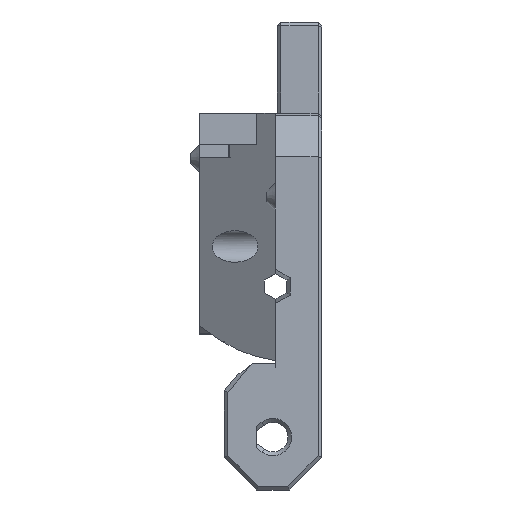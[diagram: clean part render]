
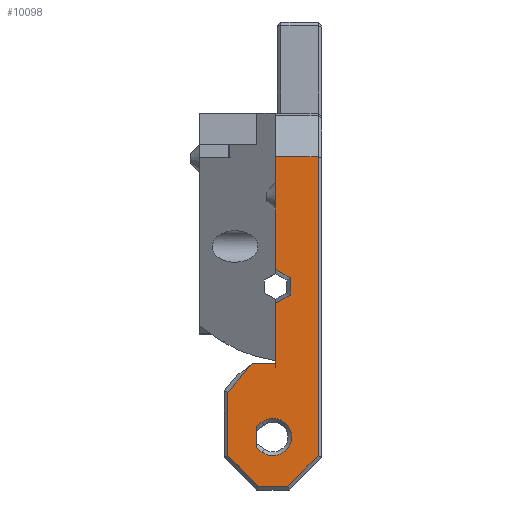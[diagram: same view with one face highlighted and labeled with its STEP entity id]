
A CAD part, left-side view. The second image highlights one B-rep face of the part: STEP entity #10098.
In plain terms, the highlighted planar face has unit normal (-1, 0, 0).
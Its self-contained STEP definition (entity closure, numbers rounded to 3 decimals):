
#1 = DIRECTION ( 'NONE',  ( 0., 0., 1. ) ) ;
#349 = CARTESIAN_POINT ( 'NONE',  ( 210.05, -143.646, 6.558 ) ) ;
#395 = ORIENTED_EDGE ( 'NONE', *, *, #7802, .F. ) ;
#455 = LINE ( 'NONE', #3395, #8532 ) ;
#482 = ORIENTED_EDGE ( 'NONE', *, *, #9442, .T. ) ;
#574 = ORIENTED_EDGE ( 'NONE', *, *, #8270, .T. ) ;
#596 = LINE ( 'NONE', #3653, #8337 ) ;
#722 = VECTOR ( 'NONE', #3784, 1000. ) ;
#848 = ORIENTED_EDGE ( 'NONE', *, *, #1242, .F. ) ;
#885 = CARTESIAN_POINT ( 'NONE',  ( 210.05, -149.675, 2.927 ) ) ;
#910 = DIRECTION ( 'NONE',  ( 0., 0., 1. ) ) ;
#1056 = VERTEX_POINT ( 'NONE', #8555 ) ;
#1242 = EDGE_CURVE ( 'NONE', #6815, #1056, #7077, .T. ) ;
#1315 = VECTOR ( 'NONE', #6517, 1000. ) ;
#1332 = DIRECTION ( 'NONE',  ( 0., 1., 0. ) ) ;
#1384 = CARTESIAN_POINT ( 'NONE',  ( 210.05, -143.646, 3.319 ) ) ;
#1524 = EDGE_CURVE ( 'NONE', #2107, #3793, #6927, .T. ) ;
#1671 = ORIENTED_EDGE ( 'NONE', *, *, #9918, .T. ) ;
#1679 = LINE ( 'NONE', #9743, #10055 ) ;
#1752 = VECTOR ( 'NONE', #4694, 1000. ) ;
#1790 = VECTOR ( 'NONE', #1, 1000. ) ;
#1913 = VERTEX_POINT ( 'NONE', #2775 ) ;
#2029 = LINE ( 'NONE', #6214, #12672 ) ;
#2107 = VERTEX_POINT ( 'NONE', #4488 ) ;
#2369 = DIRECTION ( 'NONE',  ( -1., 0., 0. ) ) ;
#2454 = CARTESIAN_POINT ( 'NONE',  ( 210.05, -138.675, 12.845 ) ) ;
#2467 = CARTESIAN_POINT ( 'NONE',  ( 210.05, -139.964, 9.77 ) ) ;
#2654 = ORIENTED_EDGE ( 'NONE', *, *, #4886, .T. ) ;
#2775 = CARTESIAN_POINT ( 'NONE',  ( 210.05, -146.675, 20.226 ) ) ;
#3202 = LINE ( 'NONE', #6332, #1315 ) ;
#3283 = VERTEX_POINT ( 'NONE', #349 ) ;
#3310 = CARTESIAN_POINT ( 'NONE',  ( 210.05, -126.075, 21.15 ) ) ;
#3367 = FACE_BOUND ( 'NONE', #7020, .T. ) ;
#3395 = CARTESIAN_POINT ( 'NONE',  ( 210.05, -138.075, 35.1 ) ) ;
#3468 = ORIENTED_EDGE ( 'NONE', *, *, #12170, .T. ) ;
#3531 = CARTESIAN_POINT ( 'NONE',  ( 210.05, -145.075, 35.1 ) ) ;
#3648 = ORIENTED_EDGE ( 'NONE', *, *, #12663, .T. ) ;
#3653 = CARTESIAN_POINT ( 'NONE',  ( 210.05, -149.675, 21.15 ) ) ;
#3663 = VERTEX_POINT ( 'NONE', #8711 ) ;
#3731 = DIRECTION ( 'NONE',  ( 0., 0., 1. ) ) ;
#3783 = EDGE_CURVE ( 'NONE', #1913, #12001, #4043, .T. ) ;
#3784 = DIRECTION ( 'NONE',  ( 0., 0., 1. ) ) ;
#3793 = VERTEX_POINT ( 'NONE', #7039 ) ;
#3870 = AXIS2_PLACEMENT_3D ( 'NONE', #3310, #2369, #7378 ) ;
#3969 = VECTOR ( 'NONE', #7586, 1000. ) ;
#4022 = LINE ( 'NONE', #6017, #9907 ) ;
#4043 = LINE ( 'NONE', #7902, #5813 ) ;
#4488 = CARTESIAN_POINT ( 'NONE',  ( 210.05, -143.019, 3.773 ) ) ;
#4691 = EDGE_CURVE ( 'NONE', #4859, #10957, #9643, .T. ) ;
#4694 = DIRECTION ( 'NONE',  ( 0., 0., 1. ) ) ;
#4807 = ORIENTED_EDGE ( 'NONE', *, *, #10966, .T. ) ;
#4844 = CARTESIAN_POINT ( 'NONE',  ( 210.05, -123.649, 17.8 ) ) ;
#4859 = VERTEX_POINT ( 'NONE', #4910 ) ;
#4886 = EDGE_CURVE ( 'NONE', #3793, #3283, #7184, .T. ) ;
#4910 = CARTESIAN_POINT ( 'NONE',  ( 210.05, -145.075, 22.998 ) ) ;
#4981 = CARTESIAN_POINT ( 'NONE',  ( 210.05, -139.051, 3.231 ) ) ;
#5051 = DIRECTION ( 'NONE',  ( 0., -0.81, 0.587 ) ) ;
#5371 = VECTOR ( 'NONE', #6167, 1000. ) ;
#5406 = VERTEX_POINT ( 'NONE', #8416 ) ;
#5813 = VECTOR ( 'NONE', #910, 1000. ) ;
#5834 = VECTOR ( 'NONE', #5051, 1000. ) ;
#5938 = CARTESIAN_POINT ( 'NONE',  ( 210.05, -145.075, 18.95 ) ) ;
#5948 = DIRECTION ( 'NONE',  ( 0., 0.866, 0.5 ) ) ;
#5987 = CARTESIAN_POINT ( 'NONE',  ( 210.05, -143.019, 0. ) ) ;
#6017 = CARTESIAN_POINT ( 'NONE',  ( 210.05, -138.45, 15.478 ) ) ;
#6167 = DIRECTION ( 'NONE',  ( 0., 0.81, 0.587 ) ) ;
#6214 = CARTESIAN_POINT ( 'NONE',  ( 210.05, -139.05, 26.476 ) ) ;
#6288 = VECTOR ( 'NONE', #11012, 1000. ) ;
#6332 = CARTESIAN_POINT ( 'NONE',  ( 210.05, -126.075, -0.351 ) ) ;
#6363 = PLANE ( 'NONE',  #3870 ) ;
#6379 = DIRECTION ( 'NONE',  ( 0., 0., -1. ) ) ;
#6517 = DIRECTION ( 'NONE',  ( 0., -1., 0. ) ) ;
#6629 = CIRCLE ( 'NONE', #11749, 2. ) ;
#6755 = ORIENTED_EDGE ( 'NONE', *, *, #9719, .T. ) ;
#6797 = DIRECTION ( 'NONE',  ( 0., -0.707, -0.707 ) ) ;
#6798 = CARTESIAN_POINT ( 'NONE',  ( 210.05, -145.075, 12.845 ) ) ;
#6815 = VERTEX_POINT ( 'NONE', #6798 ) ;
#6916 = DIRECTION ( 'NONE',  ( 0., -1., 0. ) ) ;
#6927 = LINE ( 'NONE', #5987, #1790 ) ;
#7020 = EDGE_LOOP ( 'NONE', ( #1671, #8581, #2654, #3468 ) ) ;
#7030 = ORIENTED_EDGE ( 'NONE', *, *, #4691, .F. ) ;
#7039 = CARTESIAN_POINT ( 'NONE',  ( 210.05, -143.019, 6.104 ) ) ;
#7077 = LINE ( 'NONE', #5938, #1752 ) ;
#7184 = LINE ( 'NONE', #4981, #5834 ) ;
#7293 = VERTEX_POINT ( 'NONE', #1384 ) ;
#7378 = DIRECTION ( 'NONE',  ( 0., 0., 1. ) ) ;
#7419 = ORIENTED_EDGE ( 'NONE', *, *, #11811, .T. ) ;
#7511 = ORIENTED_EDGE ( 'NONE', *, *, #7871, .F. ) ;
#7586 = DIRECTION ( 'NONE',  ( 0., 1., 0. ) ) ;
#7712 = CARTESIAN_POINT ( 'NONE',  ( 210.05, -145.075, 21.15 ) ) ;
#7802 = EDGE_CURVE ( 'NONE', #12001, #4859, #2029, .T. ) ;
#7854 = CARTESIAN_POINT ( 'NONE',  ( 210.05, -146.397, -0.351 ) ) ;
#7871 = EDGE_CURVE ( 'NONE', #1056, #1913, #4022, .T. ) ;
#7896 = VERTEX_POINT ( 'NONE', #885 ) ;
#7902 = CARTESIAN_POINT ( 'NONE',  ( 210.05, -146.675, 20.804 ) ) ;
#7909 = DIRECTION ( 'NONE',  ( 1., 0., 0. ) ) ;
#8270 = EDGE_CURVE ( 'NONE', #6815, #11053, #11779, .T. ) ;
#8337 = VECTOR ( 'NONE', #3731, 1000. ) ;
#8343 = EDGE_CURVE ( 'NONE', #9534, #7896, #12516, .T. ) ;
#8380 = ORIENTED_EDGE ( 'NONE', *, *, #8343, .T. ) ;
#8416 = CARTESIAN_POINT ( 'NONE',  ( 210.05, -143.242, -0.351 ) ) ;
#8431 = VECTOR ( 'NONE', #9637, 1000. ) ;
#8532 = VECTOR ( 'NONE', #1332, 1000. ) ;
#8555 = CARTESIAN_POINT ( 'NONE',  ( 210.05, -145.075, 19.302 ) ) ;
#8581 = ORIENTED_EDGE ( 'NONE', *, *, #1524, .T. ) ;
#8648 = ORIENTED_EDGE ( 'NONE', *, *, #9212, .F. ) ;
#8711 = CARTESIAN_POINT ( 'NONE',  ( 210.05, -149.675, 35.1 ) ) ;
#9048 = CARTESIAN_POINT ( 'NONE',  ( 210.05, -142.578, 12.845 ) ) ;
#9094 = DIRECTION ( 'NONE',  ( 0., -0.866, 0.5 ) ) ;
#9212 = EDGE_CURVE ( 'NONE', #9324, #11053, #10948, .T. ) ;
#9324 = VERTEX_POINT ( 'NONE', #2467 ) ;
#9325 = CARTESIAN_POINT ( 'NONE',  ( 210.05, -139.964, 21.15 ) ) ;
#9381 = LINE ( 'NONE', #9325, #9829 ) ;
#9442 = EDGE_CURVE ( 'NONE', #7896, #3663, #596, .T. ) ;
#9534 = VERTEX_POINT ( 'NONE', #7854 ) ;
#9637 = DIRECTION ( 'NONE',  ( 0., -0.707, 0.707 ) ) ;
#9643 = LINE ( 'NONE', #7712, #722 ) ;
#9650 = CARTESIAN_POINT ( 'NONE',  ( 210.05, -146.675, 22.074 ) ) ;
#9719 = EDGE_CURVE ( 'NONE', #9324, #10842, #9381, .T. ) ;
#9743 = CARTESIAN_POINT ( 'NONE',  ( 210.05, -123.908, 18.983 ) ) ;
#9829 = VECTOR ( 'NONE', #6379, 1000. ) ;
#9907 = VECTOR ( 'NONE', #9094, 1000. ) ;
#9918 = EDGE_CURVE ( 'NONE', #7293, #2107, #12242, .T. ) ;
#10055 = VECTOR ( 'NONE', #6797, 1000. ) ;
#10098 = ADVANCED_FACE ( 'NONE', ( #12435, #3367 ), #6363, .T. ) ;
#10204 = CARTESIAN_POINT ( 'NONE',  ( 210.05, -139.964, 2.927 ) ) ;
#10842 = VERTEX_POINT ( 'NONE', #10204 ) ;
#10873 = CARTESIAN_POINT ( 'NONE',  ( 210.05, -139.367, 9.067 ) ) ;
#10905 = CARTESIAN_POINT ( 'NONE',  ( 210.05, -144.819, 4.938 ) ) ;
#10948 = LINE ( 'NONE', #10873, #6288 ) ;
#10957 = VERTEX_POINT ( 'NONE', #3531 ) ;
#10966 = EDGE_CURVE ( 'NONE', #3663, #10957, #455, .T. ) ;
#11012 = DIRECTION ( 'NONE',  ( 0., -0.648, 0.762 ) ) ;
#11053 = VERTEX_POINT ( 'NONE', #9048 ) ;
#11749 = AXIS2_PLACEMENT_3D ( 'NONE', #10905, #7909, #6916 ) ;
#11779 = LINE ( 'NONE', #2454, #3969 ) ;
#11811 = EDGE_CURVE ( 'NONE', #5406, #9534, #3202, .T. ) ;
#12001 = VERTEX_POINT ( 'NONE', #9650 ) ;
#12011 = ORIENTED_EDGE ( 'NONE', *, *, #3783, .F. ) ;
#12170 = EDGE_CURVE ( 'NONE', #3283, #7293, #6629, .T. ) ;
#12242 = LINE ( 'NONE', #4844, #5371 ) ;
#12435 = FACE_OUTER_BOUND ( 'NONE', #12950, .T. ) ;
#12516 = LINE ( 'NONE', #12638, #8431 ) ;
#12638 = CARTESIAN_POINT ( 'NONE',  ( 210.05, -146.986, 0.239 ) ) ;
#12663 = EDGE_CURVE ( 'NONE', #10842, #5406, #1679, .T. ) ;
#12672 = VECTOR ( 'NONE', #5948, 1000. ) ;
#12950 = EDGE_LOOP ( 'NONE', ( #8380, #482, #4807, #7030, #395, #12011, #7511, #848, #574, #8648, #6755, #3648, #7419 ) ) ;
